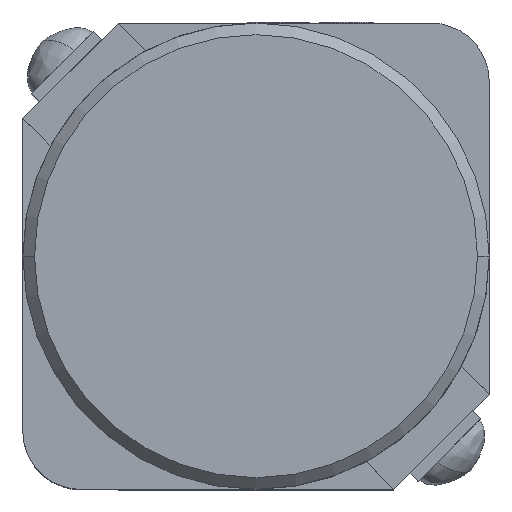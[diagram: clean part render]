
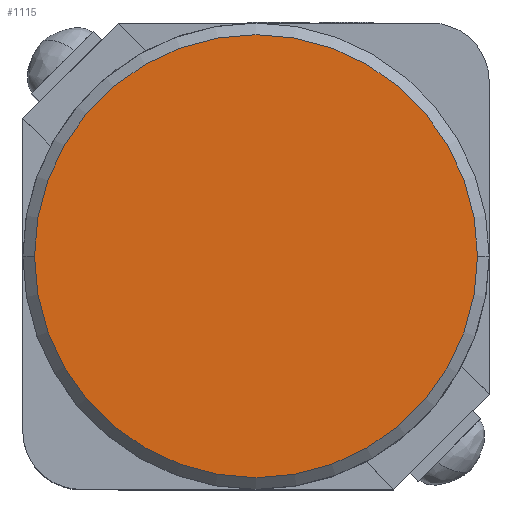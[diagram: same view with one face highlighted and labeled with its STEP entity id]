
A CAD part, top view. The second image highlights one B-rep face of the part: STEP entity #1115.
In plain terms, the highlighted planar face has unit normal (0, 0, 1).
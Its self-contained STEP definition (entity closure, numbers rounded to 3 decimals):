
#1115 = ADVANCED_FACE ( 'NONE', ( #8525 ), #7981, .T. ) ;
#1801 = EDGE_CURVE ( 'NONE', #6114, #7299, #17729, .T. ) ;
#1926 = DIRECTION ( 'NONE',  ( 0., 0., 1. ) ) ;
#2768 = CIRCLE ( 'NONE', #16852, 1.9 ) ;
#2847 = DIRECTION ( 'NONE',  ( 0., 0., 1. ) ) ;
#3000 = ORIENTED_EDGE ( 'NONE', *, *, #13045, .T. ) ;
#3042 = AXIS2_PLACEMENT_3D ( 'NONE', #11463, #2847, #15783 ) ;
#3365 = CARTESIAN_POINT ( 'NONE',  ( 0., 0., 3. ) ) ;
#6114 = VERTEX_POINT ( 'NONE', #9085 ) ;
#6607 = CARTESIAN_POINT ( 'NONE',  ( 0., 0., 3. ) ) ;
#7299 = VERTEX_POINT ( 'NONE', #16800 ) ;
#7981 = PLANE ( 'NONE',  #13490 ) ;
#8525 = FACE_OUTER_BOUND ( 'NONE', #14760, .T. ) ;
#9085 = CARTESIAN_POINT ( 'NONE',  ( 1.9, 0., 3. ) ) ;
#11463 = CARTESIAN_POINT ( 'NONE',  ( 0., 0., 3. ) ) ;
#12057 = DIRECTION ( 'NONE',  ( 1., 0., 0. ) ) ;
#12993 = ORIENTED_EDGE ( 'NONE', *, *, #1801, .T. ) ;
#13045 = EDGE_CURVE ( 'NONE', #7299, #6114, #2768, .T. ) ;
#13490 = AXIS2_PLACEMENT_3D ( 'NONE', #6607, #16973, #14060 ) ;
#14060 = DIRECTION ( 'NONE',  ( 1., 0., 0. ) ) ;
#14760 = EDGE_LOOP ( 'NONE', ( #3000, #12993 ) ) ;
#15783 = DIRECTION ( 'NONE',  ( 1., 0., 0. ) ) ;
#16800 = CARTESIAN_POINT ( 'NONE',  ( -1.9, 0., 3. ) ) ;
#16852 = AXIS2_PLACEMENT_3D ( 'NONE', #3365, #1926, #12057 ) ;
#16973 = DIRECTION ( 'NONE',  ( 0., 0., 1. ) ) ;
#17729 = CIRCLE ( 'NONE', #3042, 1.9 ) ;
